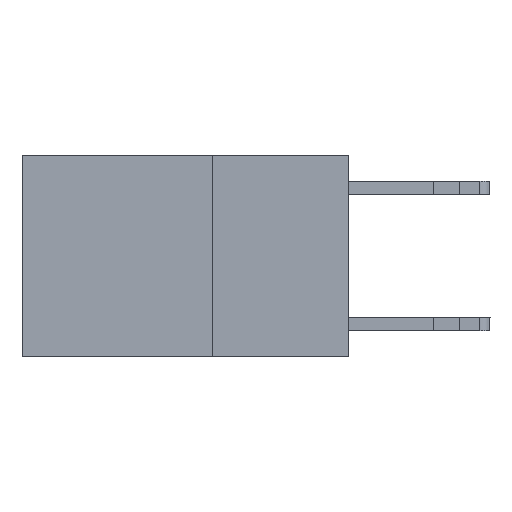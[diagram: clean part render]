
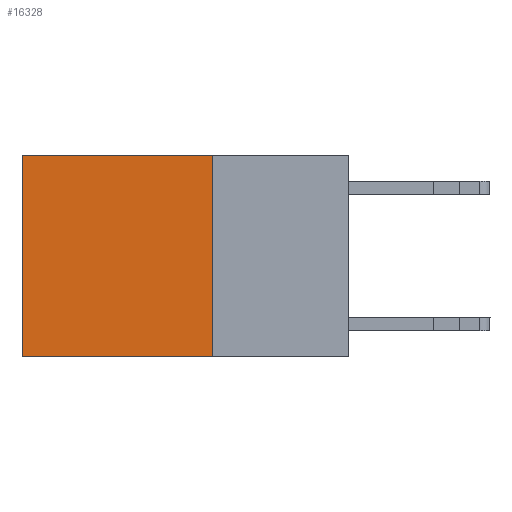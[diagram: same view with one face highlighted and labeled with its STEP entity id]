
A CAD part, left-side view. The second image highlights one B-rep face of the part: STEP entity #16328.
In plain terms, the highlighted planar face has unit normal (-1, 0, 0).
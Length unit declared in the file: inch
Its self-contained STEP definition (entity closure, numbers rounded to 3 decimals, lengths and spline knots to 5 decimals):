
#592 = VERTEX_POINT ( 'NONE', #6528 ) ;
#663 = CARTESIAN_POINT ( 'NONE',  ( 0.2625, 0.25, 0. ) ) ;
#762 = ORIENTED_EDGE ( 'NONE', *, *, #938, .F. ) ;
#938 = EDGE_CURVE ( 'NONE', #14124, #1822, #13068, .T. ) ;
#1177 = ORIENTED_EDGE ( 'NONE', *, *, #4714, .T. ) ;
#1191 = DIRECTION ( 'NONE',  ( 1., 0., 0. ) ) ;
#1822 = VERTEX_POINT ( 'NONE', #4720 ) ;
#1866 = EDGE_LOOP ( 'NONE', ( #3546, #3842, #762, #1177 ) ) ;
#3050 = LINE ( 'NONE', #663, #6514 ) ;
#3340 = EDGE_CURVE ( 'NONE', #592, #15476, #10659, .T. ) ;
#3546 = ORIENTED_EDGE ( 'NONE', *, *, #3340, .T. ) ;
#3618 = CARTESIAN_POINT ( 'NONE',  ( 0.2625, 0.25, -0.37 ) ) ;
#3660 = CARTESIAN_POINT ( 'NONE',  ( 0.2625, 0.25, 0. ) ) ;
#3842 = ORIENTED_EDGE ( 'NONE', *, *, #15438, .F. ) ;
#3917 = VECTOR ( 'NONE', #9876, 39.37008 ) ;
#4714 = EDGE_CURVE ( 'NONE', #14124, #592, #3050, .T. ) ;
#4720 = CARTESIAN_POINT ( 'NONE',  ( 0.2625, 0.25, -0.37 ) ) ;
#6450 = VECTOR ( 'NONE', #16309, 39.37008 ) ;
#6514 = VECTOR ( 'NONE', #9659, 39.37008 ) ;
#6528 = CARTESIAN_POINT ( 'NONE',  ( 0.2625, 0.6, 0. ) ) ;
#7680 = PLANE ( 'NONE',  #15463 ) ;
#8405 = VECTOR ( 'NONE', #16190, 39.37008 ) ;
#8755 = FACE_OUTER_BOUND ( 'NONE', #1866, .T. ) ;
#8835 = CARTESIAN_POINT ( 'NONE',  ( 0.2625, 0.25, 0. ) ) ;
#9659 = DIRECTION ( 'NONE',  ( 0., 1., 0. ) ) ;
#9876 = DIRECTION ( 'NONE',  ( 0., 0., -1. ) ) ;
#10142 = DIRECTION ( 'NONE',  ( 0., 0., -1. ) ) ;
#10625 = CARTESIAN_POINT ( 'NONE',  ( 0.2625, 0.25, 0. ) ) ;
#10659 = LINE ( 'NONE', #13048, #3917 ) ;
#11747 = LINE ( 'NONE', #3618, #8405 ) ;
#13048 = CARTESIAN_POINT ( 'NONE',  ( 0.2625, 0.6, 0. ) ) ;
#13068 = LINE ( 'NONE', #10625, #6450 ) ;
#14124 = VERTEX_POINT ( 'NONE', #3660 ) ;
#15438 = EDGE_CURVE ( 'NONE', #1822, #15476, #11747, .T. ) ;
#15463 = AXIS2_PLACEMENT_3D ( 'NONE', #8835, #1191, #10142 ) ;
#15476 = VERTEX_POINT ( 'NONE', #16246 ) ;
#16190 = DIRECTION ( 'NONE',  ( 0., 1., 0. ) ) ;
#16246 = CARTESIAN_POINT ( 'NONE',  ( 0.2625, 0.6, -0.37 ) ) ;
#16309 = DIRECTION ( 'NONE',  ( 0., 0., -1. ) ) ;
#16328 = ADVANCED_FACE ( 'NONE', ( #8755 ), #7680, .F. ) ;
